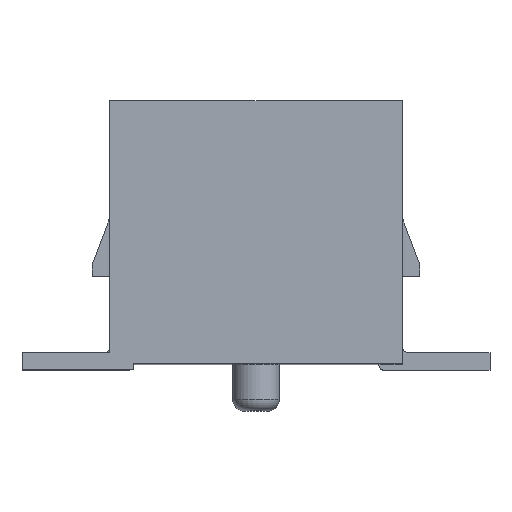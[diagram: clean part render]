
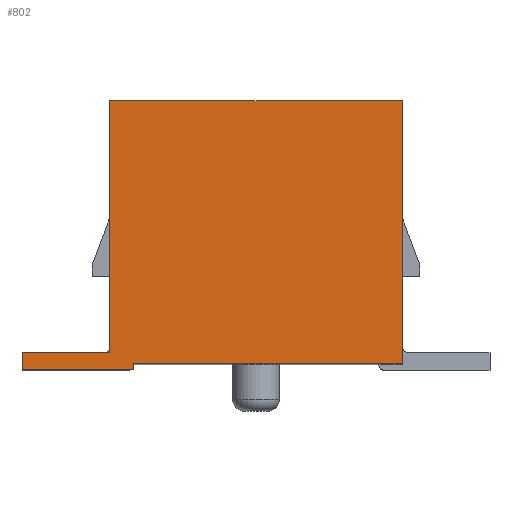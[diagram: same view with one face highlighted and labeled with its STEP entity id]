
A CAD part, top view. The second image highlights one B-rep face of the part: STEP entity #802.
In plain terms, the highlighted planar face has unit normal (0, 0, 1).
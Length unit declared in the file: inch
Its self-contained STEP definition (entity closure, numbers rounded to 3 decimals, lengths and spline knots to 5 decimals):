
#3 = FACE_OUTER_BOUND ( 'NONE', #253, .T. ) ;
#26 = ORIENTED_EDGE ( 'NONE', *, *, #2081, .T. ) ;
#77 = DIRECTION ( 'NONE',  ( -1., 0., 0. ) ) ;
#97 = ORIENTED_EDGE ( 'NONE', *, *, #2012, .F. ) ;
#158 = LINE ( 'NONE', #1029, #541 ) ;
#229 = LINE ( 'NONE', #1872, #442 ) ;
#253 = EDGE_LOOP ( 'NONE', ( #97, #799, #1480, #2191, #2888, #3053, #26, #1816 ) ) ;
#280 = EDGE_CURVE ( 'NONE', #2552, #2051, #1280, .T. ) ;
#375 = DIRECTION ( 'NONE',  ( 0., -1., 0. ) ) ;
#430 = DIRECTION ( 'NONE',  ( -1., 0., 0. ) ) ;
#442 = VECTOR ( 'NONE', #3013, 39.37008 ) ;
#471 = VERTEX_POINT ( 'NONE', #1243 ) ;
#541 = VECTOR ( 'NONE', #771, 39.37008 ) ;
#552 = DIRECTION ( 'NONE',  ( -1., 0., 0. ) ) ;
#642 = DIRECTION ( 'NONE',  ( 0., 1., 0. ) ) ;
#682 = EDGE_CURVE ( 'NONE', #2211, #2015, #932, .T. ) ;
#704 = LINE ( 'NONE', #2071, #1235 ) ;
#756 = CARTESIAN_POINT ( 'NONE',  ( -0.08268, -0.09055, 0.47244 ) ) ;
#771 = DIRECTION ( 'NONE',  ( 0., -1., 0. ) ) ;
#799 = ORIENTED_EDGE ( 'NONE', *, *, #3002, .T. ) ;
#802 = ADVANCED_FACE ( 'NONE', ( #3 ), #1124, .F. ) ;
#927 = CARTESIAN_POINT ( 'NONE',  ( -0.09843, 0.07874, 0.47244 ) ) ;
#932 = LINE ( 'NONE', #2063, #2811 ) ;
#987 = CARTESIAN_POINT ( 'NONE',  ( -0.09843, -0.09055, 0.47244 ) ) ;
#1029 = CARTESIAN_POINT ( 'NONE',  ( -0.08268, -0.09055, 0.47244 ) ) ;
#1084 = CARTESIAN_POINT ( 'NONE',  ( -0.15748, -0.10236, 0.47244 ) ) ;
#1094 = DIRECTION ( 'NONE',  ( 0., -1., 0. ) ) ;
#1118 = CARTESIAN_POINT ( 'NONE',  ( -0.09843, 0.07874, 0.47244 ) ) ;
#1124 = PLANE ( 'NONE',  #3499 ) ;
#1178 = EDGE_CURVE ( 'NONE', #471, #3374, #704, .T. ) ;
#1214 = LINE ( 'NONE', #927, #2369 ) ;
#1235 = VECTOR ( 'NONE', #430, 39.37008 ) ;
#1243 = CARTESIAN_POINT ( 'NONE',  ( -0.08268, -0.10236, 0.47244 ) ) ;
#1280 = LINE ( 'NONE', #756, #2800 ) ;
#1336 = DIRECTION ( 'NONE',  ( -1., 0., 0. ) ) ;
#1381 = CARTESIAN_POINT ( 'NONE',  ( -0.08268, -0.09843, 0.47244 ) ) ;
#1430 = VERTEX_POINT ( 'NONE', #1381 ) ;
#1480 = ORIENTED_EDGE ( 'NONE', *, *, #682, .T. ) ;
#1507 = EDGE_CURVE ( 'NONE', #3267, #2552, #1214, .T. ) ;
#1521 = CARTESIAN_POINT ( 'NONE',  ( -0.09843, 0.07874, 0.47244 ) ) ;
#1561 = CARTESIAN_POINT ( 'NONE',  ( 0.09843, -0.09843, 0.47244 ) ) ;
#1729 = CARTESIAN_POINT ( 'NONE',  ( -0.09843, 0.07874, 0.47244 ) ) ;
#1816 = ORIENTED_EDGE ( 'NONE', *, *, #1178, .F. ) ;
#1872 = CARTESIAN_POINT ( 'NONE',  ( -0.09843, -0.09843, 0.47244 ) ) ;
#1892 = CARTESIAN_POINT ( 'NONE',  ( -0.15748, -0.09055, 0.47244 ) ) ;
#2012 = EDGE_CURVE ( 'NONE', #1430, #471, #158, .T. ) ;
#2015 = VERTEX_POINT ( 'NONE', #2380 ) ;
#2051 = VERTEX_POINT ( 'NONE', #1892 ) ;
#2063 = CARTESIAN_POINT ( 'NONE',  ( 0.09843, 0.07874, 0.47244 ) ) ;
#2071 = CARTESIAN_POINT ( 'NONE',  ( -0.08268, -0.10236, 0.47244 ) ) ;
#2081 = EDGE_CURVE ( 'NONE', #2051, #3374, #3596, .T. ) ;
#2191 = ORIENTED_EDGE ( 'NONE', *, *, #2817, .T. ) ;
#2211 = VERTEX_POINT ( 'NONE', #1561 ) ;
#2369 = VECTOR ( 'NONE', #375, 39.37008 ) ;
#2380 = CARTESIAN_POINT ( 'NONE',  ( 0.09843, 0.07874, 0.47244 ) ) ;
#2552 = VERTEX_POINT ( 'NONE', #987 ) ;
#2577 = DIRECTION ( 'NONE',  ( 0., 0., -1. ) ) ;
#2800 = VECTOR ( 'NONE', #1336, 39.37008 ) ;
#2811 = VECTOR ( 'NONE', #642, 39.37008 ) ;
#2817 = EDGE_CURVE ( 'NONE', #2015, #3267, #3405, .T. ) ;
#2888 = ORIENTED_EDGE ( 'NONE', *, *, #1507, .T. ) ;
#2962 = VECTOR ( 'NONE', #1094, 39.37008 ) ;
#3002 = EDGE_CURVE ( 'NONE', #1430, #2211, #229, .T. ) ;
#3013 = DIRECTION ( 'NONE',  ( 1., 0., 0. ) ) ;
#3028 = CARTESIAN_POINT ( 'NONE',  ( -0.15748, -0.09055, 0.47244 ) ) ;
#3053 = ORIENTED_EDGE ( 'NONE', *, *, #280, .T. ) ;
#3126 = VECTOR ( 'NONE', #552, 39.37008 ) ;
#3267 = VERTEX_POINT ( 'NONE', #1521 ) ;
#3374 = VERTEX_POINT ( 'NONE', #1084 ) ;
#3405 = LINE ( 'NONE', #1118, #3126 ) ;
#3499 = AXIS2_PLACEMENT_3D ( 'NONE', #1729, #2577, #77 ) ;
#3596 = LINE ( 'NONE', #3028, #2962 ) ;
